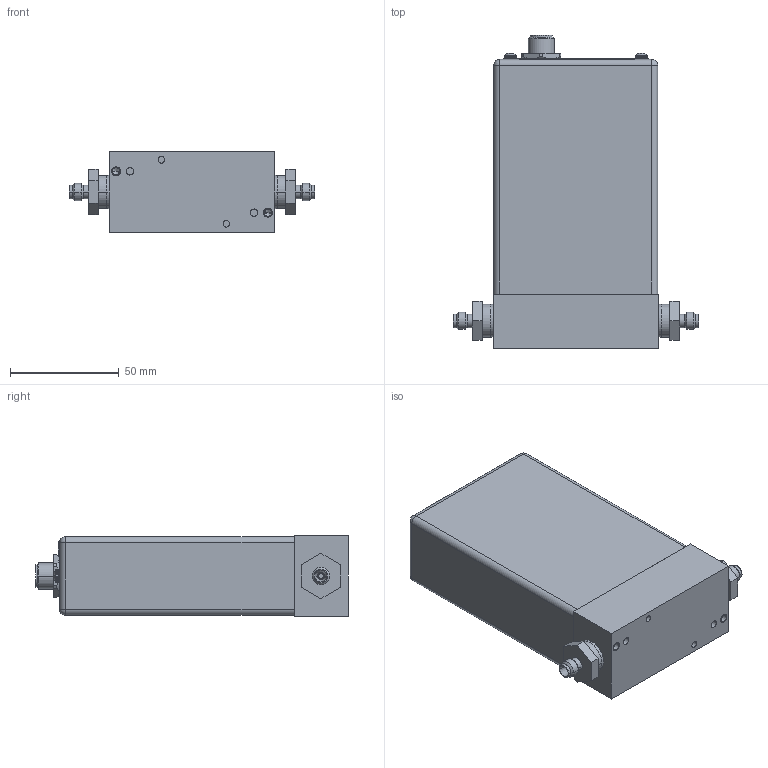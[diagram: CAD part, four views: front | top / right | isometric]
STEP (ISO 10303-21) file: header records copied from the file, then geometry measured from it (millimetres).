
FILE_DESCRIPTION((''),'2;1');
FILE_NAME('GM50A_DNET_1-4_TUBE_ASM','2014-09-25T',('cockrofm'),(''),'PRO/ENGINEER BY PARAMETRIC TECHNOLOGY CORPORATION, 2011490','PRO/ENGINEER BY PARAMETRIC TECHNOLOGY CORPORATION, 2011490','');
FILE_SCHEMA(('CONFIG_CONTROL_DESIGN'));
Length unit declared in the file: inch
Products named in the file (13): PRT0001_AF0_1; 1-4_TUBE_ASM_5_ASM_AF0_ASM_1_ASM; PRT0003_1; PRT0004_1; PRT0005_1; PRT0006_1; PRT0007_1; PRT0008_1; DNET_1-4_TUBE_ASM_1_ASM_AF0_ASM_ASM; GE50A_DNET_1-4_TUBE_ASM_AF0_ASM_ASM; GM50A_DNET_1-4_TUBE_ASM_1_ASM; 1051904_FITTING; GM50A_DNET_1-4_TUBE_ASM
Assembly tree (14 placements, depth 6):
  GM50A_DNET_1-4_TUBE_ASM
    GM50A_DNET_1-4_TUBE_ASM_1_ASM
      GE50A_DNET_1-4_TUBE_ASM_AF0_ASM_ASM
        DNET_1-4_TUBE_ASM_1_ASM_AF0_ASM_ASM
          1-4_TUBE_ASM_5_ASM_AF0_ASM_1_ASM
            PRT0001_AF0_1
          PRT0003_1
          PRT0004_1
          PRT0005_1  x2
          PRT0006_1
          PRT0007_1
          PRT0008_1
    1051904_FITTING  x2
Bounding box: 112.78 x 144.02 x 36.83 mm (x, y, z)
Volume: 100566.4 mm3; surface area: 72403.9 mm2
Topology: 10 solids, 16 shells, 449 faces, 1070 edges, 678 vertices
Faces by surface type: plane 183, cylinder 172, extrusion 40, cone 34, torus 12, sphere 8
Entity records: 11094 total; most frequent: CARTESIAN_POINT 2282, DIRECTION 1896, ORIENTED_EDGE 1652, EDGE_CURVE 838, AXIS2_PLACEMENT_3D 724, VERTEX_POINT 546, VECTOR 448, LINE 428
